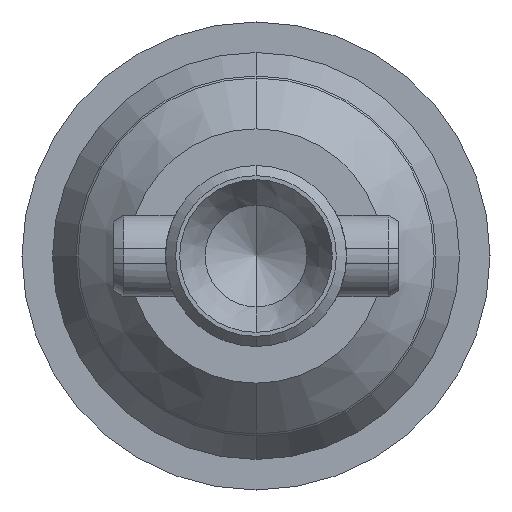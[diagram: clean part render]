
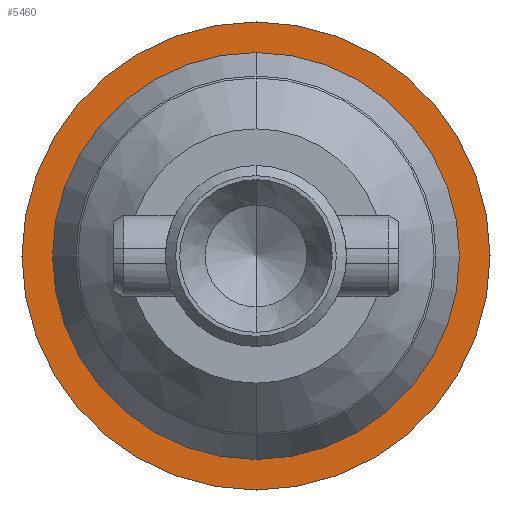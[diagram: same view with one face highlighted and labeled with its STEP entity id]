
A CAD part, front view. The second image highlights one B-rep face of the part: STEP entity #5460.
In plain terms, the highlighted planar face has unit normal (0, -1, 0).
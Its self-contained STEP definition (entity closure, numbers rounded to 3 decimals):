
#40 = CIRCLE ( 'NONE', #761, 2. ) ;
#259 = AXIS2_PLACEMENT_3D ( 'NONE', #4560, #1743, #7988 ) ;
#761 = AXIS2_PLACEMENT_3D ( 'NONE', #8629, #5813, #3907 ) ;
#775 = DIRECTION ( 'NONE',  ( 0., 0., -1. ) ) ;
#874 = CIRCLE ( 'NONE', #259, 2.3 ) ;
#982 = ORIENTED_EDGE ( 'NONE', *, *, #2145, .T. ) ;
#1445 = CARTESIAN_POINT ( 'NONE',  ( -2.3, -5.7, 0. ) ) ;
#1743 = DIRECTION ( 'NONE',  ( 0., 1., 0. ) ) ;
#1827 = EDGE_CURVE ( 'NONE', #5213, #5844, #8955, .T. ) ;
#2028 = EDGE_LOOP ( 'NONE', ( #4615, #982 ) ) ;
#2126 = AXIS2_PLACEMENT_3D ( 'NONE', #3857, #4472, #3829 ) ;
#2145 = EDGE_CURVE ( 'NONE', #8304, #8293, #8279, .T. ) ;
#2359 = EDGE_LOOP ( 'NONE', ( #2859, #7208 ) ) ;
#2427 = CARTESIAN_POINT ( 'NONE',  ( 0., -5.7, -2. ) ) ;
#2859 = ORIENTED_EDGE ( 'NONE', *, *, #1827, .F. ) ;
#2870 = FACE_OUTER_BOUND ( 'NONE', #2359, .T. ) ;
#3542 = PLANE ( 'NONE',  #8554 ) ;
#3681 = DIRECTION ( 'NONE',  ( 0., 0., 1. ) ) ;
#3829 = DIRECTION ( 'NONE',  ( 0., 0., 1. ) ) ;
#3857 = CARTESIAN_POINT ( 'NONE',  ( 0., -5.7, 0. ) ) ;
#3907 = DIRECTION ( 'NONE',  ( 0., 0., 1. ) ) ;
#4098 = AXIS2_PLACEMENT_3D ( 'NONE', #7874, #5714, #3681 ) ;
#4100 = EDGE_CURVE ( 'NONE', #8293, #8304, #40, .T. ) ;
#4472 = DIRECTION ( 'NONE',  ( 0., 1., 0. ) ) ;
#4560 = CARTESIAN_POINT ( 'NONE',  ( 0., -5.7, 0. ) ) ;
#4603 = EDGE_CURVE ( 'NONE', #5844, #5213, #874, .T. ) ;
#4615 = ORIENTED_EDGE ( 'NONE', *, *, #4100, .T. ) ;
#5213 = VERTEX_POINT ( 'NONE', #6425 ) ;
#5336 = CARTESIAN_POINT ( 'NONE',  ( 0., -5.7, -2.3 ) ) ;
#5460 = ADVANCED_FACE ( 'NONE', ( #5468, #2870 ), #3542, .T. ) ;
#5468 = FACE_BOUND ( 'NONE', #2028, .T. ) ;
#5714 = DIRECTION ( 'NONE',  ( 0., 1., 0. ) ) ;
#5813 = DIRECTION ( 'NONE',  ( 0., 1., 0. ) ) ;
#5844 = VERTEX_POINT ( 'NONE', #5336 ) ;
#6425 = CARTESIAN_POINT ( 'NONE',  ( 0., -5.7, 2.3 ) ) ;
#6679 = CARTESIAN_POINT ( 'NONE',  ( 0., -5.7, 2. ) ) ;
#7208 = ORIENTED_EDGE ( 'NONE', *, *, #4603, .F. ) ;
#7874 = CARTESIAN_POINT ( 'NONE',  ( 0., -5.7, 0. ) ) ;
#7988 = DIRECTION ( 'NONE',  ( 0., 0., 1. ) ) ;
#8279 = CIRCLE ( 'NONE', #4098, 2. ) ;
#8293 = VERTEX_POINT ( 'NONE', #6679 ) ;
#8304 = VERTEX_POINT ( 'NONE', #2427 ) ;
#8554 = AXIS2_PLACEMENT_3D ( 'NONE', #1445, #8598, #775 ) ;
#8598 = DIRECTION ( 'NONE',  ( 0., -1., 0. ) ) ;
#8629 = CARTESIAN_POINT ( 'NONE',  ( 0., -5.7, 0. ) ) ;
#8955 = CIRCLE ( 'NONE', #2126, 2.3 ) ;
